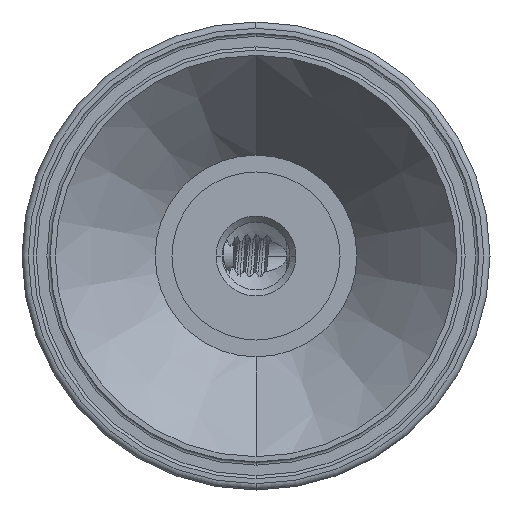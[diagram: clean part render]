
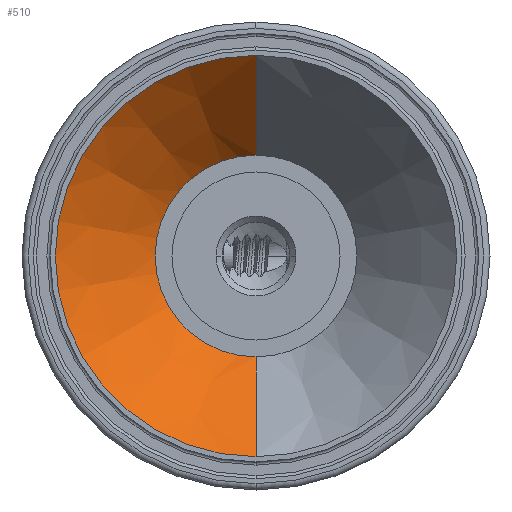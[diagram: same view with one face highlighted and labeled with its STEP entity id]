
A CAD part, left-side view. The second image highlights one B-rep face of the part: STEP entity #510.
In plain terms, the highlighted conical face has half-angle 40.712 degrees and reference radius 18.224 mm.
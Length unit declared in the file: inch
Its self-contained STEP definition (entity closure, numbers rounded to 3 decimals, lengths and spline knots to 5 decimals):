
#50=DIRECTION('',(0.,0.758,0.652));
#51=VECTOR('',#50,0.72824);
#52=CARTESIAN_POINT('',(0.,0.055,-0.955));
#53=LINE('',#52,#51);
#54=CARTESIAN_POINT('',(0.,0.055,0.));
#55=DIRECTION('',(0.,1.,0.));
#56=DIRECTION('',(0.,0.,-1.));
#57=AXIS2_PLACEMENT_3D('',#54,#55,#56);
#59=DIRECTION('',(0.,0.758,-0.652));
#60=VECTOR('',#59,0.72824);
#61=CARTESIAN_POINT('',(0.,0.055,0.955));
#62=LINE('',#61,#60);
#68=CARTESIAN_POINT('',(0.,0.607,0.));
#69=DIRECTION('',(0.,1.,0.));
#70=DIRECTION('',(0.,0.,-1.));
#71=AXIS2_PLACEMENT_3D('',#68,#69,#70);
#377=CARTESIAN_POINT('',(0.,0.055,-0.955));
#379=VERTEX_POINT('',#377);
#381=CARTESIAN_POINT('',(0.,0.055,0.955));
#383=VERTEX_POINT('',#381);
#384=CARTESIAN_POINT('',(0.,0.607,-0.48));
#385=VERTEX_POINT('',#384);
#386=CARTESIAN_POINT('',(0.,0.607,0.48));
#387=VERTEX_POINT('',#386);
#496=CARTESIAN_POINT('',(0.,0.331,0.));
#497=DIRECTION('',(0.,-1.,0.));
#498=DIRECTION('',(0.,0.,1.));
#499=AXIS2_PLACEMENT_3D('',#496,#497,#498);
#500=CONICAL_SURFACE('',#499,0.7175,40.712);
#502=ORIENTED_EDGE('',*,*,#501,.F.);
#503=ORIENTED_EDGE('',*,*,#491,.T.);
#505=ORIENTED_EDGE('',*,*,#504,.T.);
#507=ORIENTED_EDGE('',*,*,#506,.F.);
#508=EDGE_LOOP('',(#502,#503,#505,#507));
#509=FACE_OUTER_BOUND('',#508,.F.);
#510=ADVANCED_FACE('',(#509),#500,.F.);
#58=CIRCLE('',#57,0.955);
#72=CIRCLE('',#71,0.48);
#491=EDGE_CURVE('',#379,#383,#58,.T.);
#501=EDGE_CURVE('',#379,#385,#53,.T.);
#504=EDGE_CURVE('',#383,#387,#62,.T.);
#506=EDGE_CURVE('',#385,#387,#72,.T.);
